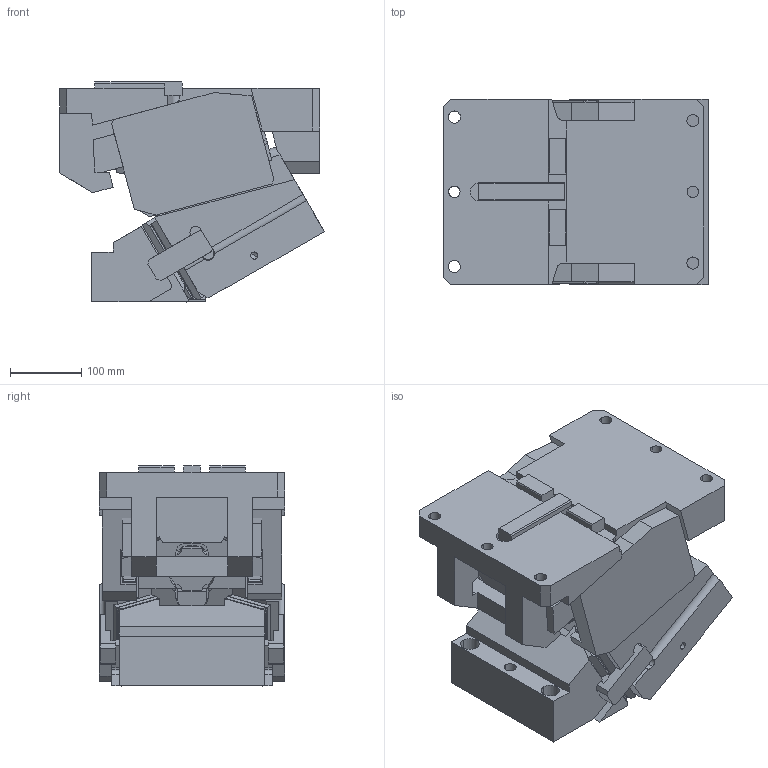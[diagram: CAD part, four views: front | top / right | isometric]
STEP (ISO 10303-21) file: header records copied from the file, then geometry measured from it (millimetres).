
FILE_DESCRIPTION(('CATIA V5 STEP Exchange'),'2;1');
FILE_NAME('CACV_F_260_60.stp','2015-04-27T06:57:39+00:00',('none'),('none'),'CATIA Version 5 Release 19 SP 2 (IN-10)','CATIA V5 STEP AP203','none');
FILE_SCHEMA(('CONFIG_CONTROL_DESIGN'));
Length unit declared in the file: millimetre
Products named in the file (1): CACV_F_260_60
Bounding box: 371.66 x 260 x 309.14 mm (x, y, z)
Volume: 17520633.8 mm3; surface area: 968517.4 mm2
Topology: 3 solids, 5 shells, 640 faces, 1923 edges, 1279 vertices
Faces by surface type: plane 462, cylinder 171, cone 7
Entity records: 22388 total; most frequent: CARTESIAN_POINT 5834, ORIENTED_EDGE 3834, DIRECTION 2775, EDGE_CURVE 1917, VECTOR 1508, LINE 1508, VERTEX_POINT 1279, AXIS2_PLACEMENT_3D 735
